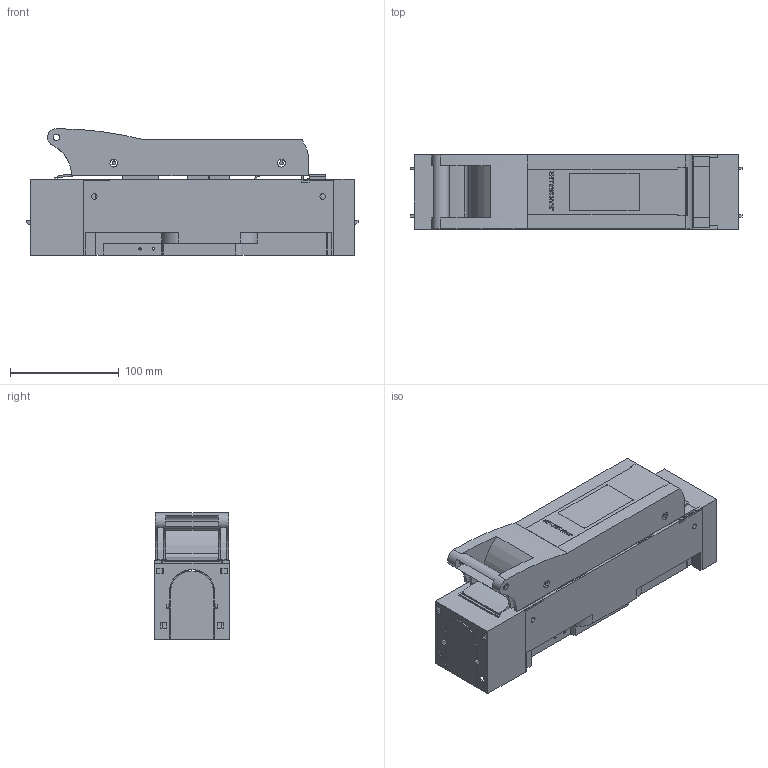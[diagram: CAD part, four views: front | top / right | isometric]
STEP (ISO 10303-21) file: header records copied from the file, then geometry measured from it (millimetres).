
FILE_DESCRIPTION(('CATIA V5 STEP'),'2;1');
FILE_NAME('T0622_L_KETO-1-1-Wandmontage.stp','2015-08-12T13:22:56+00:00',('none'),('Jean Müller GmbH'),'CATIA Version 5 Release 19 SP 9 (IN-10)','CATIA V5 STEP AP214','none');
FILE_SCHEMA(('AUTOMOTIVE_DESIGN { 1 0 10303 214 1 1 1 1 }'));
Length unit declared in the file: millimetre
Products named in the file (7): T0622_L_KETO-1-1; 158634_L_Anschlusslasche Gr1; 34221_L01_Schutzabdeckung oben Gr1_1-polig; 34220_L02_Gehaeuse Gr.1_1-polig; 34201_L_Frontplatte Gr1_1-polig; 34208_L01_Scheibe Gr1; 34222_L_Schutzabdeckung unten Gr1_1-polig
Assembly tree (7 placements, depth 2):
  T0622_L_KETO-1-1
    158634_L_Anschlusslasche Gr1  x2
    34221_L01_Schutzabdeckung oben Gr1_1-polig
    34220_L02_Gehaeuse Gr.1_1-polig
    34201_L_Frontplatte Gr1_1-polig
    34208_L01_Scheibe Gr1
    34222_L_Schutzabdeckung unten Gr1_1-polig
Bounding box: 305.35 x 68.5 x 116.3 mm (x, y, z)
Volume: 788192.7 mm3; surface area: 333545 mm2
Topology: 7 solids, 7 shells, 968 faces, 2936 edges, 1972 vertices
Faces by surface type: plane 819, cylinder 137, cone 12
Entity records: 30280 total; most frequent: ORIENTED_EDGE 5704, CARTESIAN_POINT 5563, DIRECTION 4110, EDGE_CURVE 2852, VECTOR 2494, LINE 2494, VERTEX_POINT 1916, EDGE_LOOP 1046
